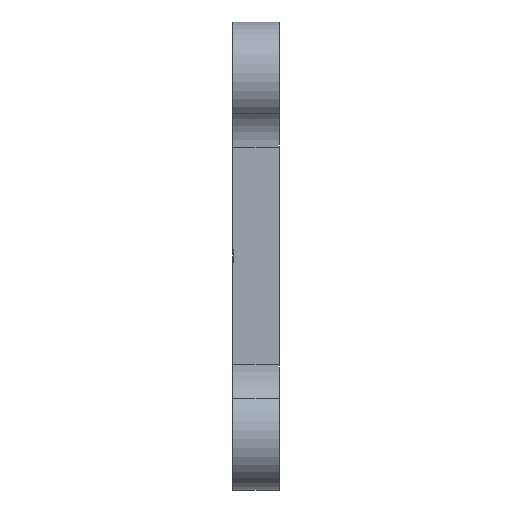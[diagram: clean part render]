
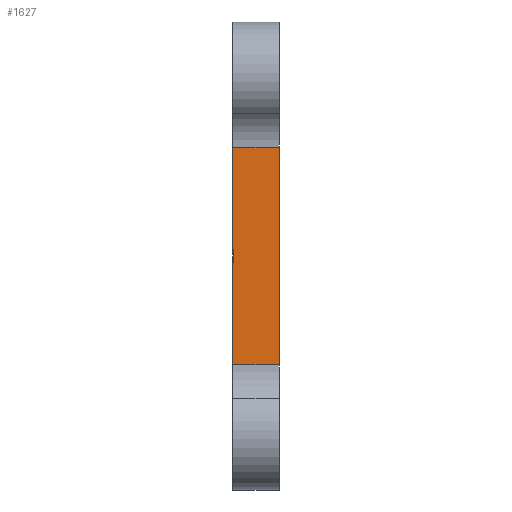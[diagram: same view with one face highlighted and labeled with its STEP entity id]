
A CAD part, left-side view. The second image highlights one B-rep face of the part: STEP entity #1627.
In plain terms, the highlighted planar face has unit normal (-1, 0, 0).
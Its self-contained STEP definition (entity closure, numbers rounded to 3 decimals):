
#22 = ORIENTED_EDGE ( 'NONE', *, *, #1469, .T. ) ;
#68 = DIRECTION ( 'NONE',  ( 0., -1., 0. ) ) ;
#108 = CARTESIAN_POINT ( 'NONE',  ( -19.5, -7., -16.288 ) ) ;
#120 = CARTESIAN_POINT ( 'NONE',  ( -19.5, 0., 0. ) ) ;
#123 = CARTESIAN_POINT ( 'NONE',  ( -19.5, 0., -1.356 ) ) ;
#142 = CARTESIAN_POINT ( 'NONE',  ( -19.5, 0., -1.356 ) ) ;
#167 = DIRECTION ( 'NONE',  ( 0., -1., 0. ) ) ;
#193 = ORIENTED_EDGE ( 'NONE', *, *, #1458, .F. ) ;
#195 = LINE ( 'NONE', #1588, #817 ) ;
#226 = B_SPLINE_CURVE_WITH_KNOTS ( 'NONE', 3,
 ( #123, #388, #774, #615, #904, #1126, #1011, #780 ),
 .UNSPECIFIED., .F., .F.,
 ( 4, 2, 2, 4 ),
 ( 0.018, 0.019, 0.019, 0.021 ),
 .UNSPECIFIED. ) ;
#269 = ORIENTED_EDGE ( 'NONE', *, *, #1029, .T. ) ;
#272 = LINE ( 'NONE', #1144, #1346 ) ;
#300 = DIRECTION ( 'NONE',  ( 0., 0., 1. ) ) ;
#323 = LINE ( 'NONE', #1189, #1556 ) ;
#388 = CARTESIAN_POINT ( 'NONE',  ( -19.5, -0.064, -1.135 ) ) ;
#427 = AXIS2_PLACEMENT_3D ( 'NONE', #889, #1281, #167 ) ;
#554 = VERTEX_POINT ( 'NONE', #775 ) ;
#565 = CARTESIAN_POINT ( 'NONE',  ( -19.5, 0., 16.288 ) ) ;
#585 = VERTEX_POINT ( 'NONE', #142 ) ;
#611 = DIRECTION ( 'NONE',  ( 0., 0., 1. ) ) ;
#615 = CARTESIAN_POINT ( 'NONE',  ( -19.5, -0.182, -0.458 ) ) ;
#636 = VERTEX_POINT ( 'NONE', #1012 ) ;
#691 = ORIENTED_EDGE ( 'NONE', *, *, #1087, .F. ) ;
#750 = VERTEX_POINT ( 'NONE', #825 ) ;
#774 = CARTESIAN_POINT ( 'NONE',  ( -19.5, -0.114, -0.911 ) ) ;
#775 = CARTESIAN_POINT ( 'NONE',  ( -19.5, 0., 1.356 ) ) ;
#780 = CARTESIAN_POINT ( 'NONE',  ( -19.5, 0., 1.356 ) ) ;
#817 = VECTOR ( 'NONE', #68, 1000. ) ;
#825 = CARTESIAN_POINT ( 'NONE',  ( -19.5, -7., 16.288 ) ) ;
#835 = LINE ( 'NONE', #120, #1424 ) ;
#889 = CARTESIAN_POINT ( 'NONE',  ( -19.5, 3., 19.806 ) ) ;
#902 = FACE_OUTER_BOUND ( 'NONE', #1528, .T. ) ;
#904 = CARTESIAN_POINT ( 'NONE',  ( -19.5, -0.2, -0.227 ) ) ;
#929 = LINE ( 'NONE', #1130, #1370 ) ;
#1011 = CARTESIAN_POINT ( 'NONE',  ( -19.5, -0.127, 0.915 ) ) ;
#1012 = CARTESIAN_POINT ( 'NONE',  ( -19.5, 0., -16.288 ) ) ;
#1029 = EDGE_CURVE ( 'NONE', #750, #1338, #272, .T. ) ;
#1045 = EDGE_CURVE ( 'NONE', #585, #554, #226, .T. ) ;
#1063 = DIRECTION ( 'NONE',  ( 0., 0., -1. ) ) ;
#1084 = VERTEX_POINT ( 'NONE', #108 ) ;
#1087 = EDGE_CURVE ( 'NONE', #636, #585, #835, .T. ) ;
#1103 = ORIENTED_EDGE ( 'NONE', *, *, #1231, .F. ) ;
#1126 = CARTESIAN_POINT ( 'NONE',  ( -19.5, -0.2, 0.465 ) ) ;
#1130 = CARTESIAN_POINT ( 'NONE',  ( -19.5, 0., 0. ) ) ;
#1144 = CARTESIAN_POINT ( 'NONE',  ( -19.5, 0., 16.288 ) ) ;
#1187 = ORIENTED_EDGE ( 'NONE', *, *, #1045, .F. ) ;
#1189 = CARTESIAN_POINT ( 'NONE',  ( -19.5, -7., 19.806 ) ) ;
#1231 = EDGE_CURVE ( 'NONE', #554, #1338, #929, .T. ) ;
#1281 = DIRECTION ( 'NONE',  ( -1., 0., 0. ) ) ;
#1283 = DIRECTION ( 'NONE',  ( 0., 1., 0. ) ) ;
#1302 = PLANE ( 'NONE',  #427 ) ;
#1338 = VERTEX_POINT ( 'NONE', #565 ) ;
#1346 = VECTOR ( 'NONE', #1283, 1000. ) ;
#1370 = VECTOR ( 'NONE', #300, 1000. ) ;
#1424 = VECTOR ( 'NONE', #611, 1000. ) ;
#1458 = EDGE_CURVE ( 'NONE', #750, #1084, #323, .T. ) ;
#1469 = EDGE_CURVE ( 'NONE', #636, #1084, #195, .T. ) ;
#1528 = EDGE_LOOP ( 'NONE', ( #1187, #691, #22, #193, #269, #1103 ) ) ;
#1556 = VECTOR ( 'NONE', #1063, 1000. ) ;
#1588 = CARTESIAN_POINT ( 'NONE',  ( -19.5, -7., -16.288 ) ) ;
#1627 = ADVANCED_FACE ( 'NONE', ( #902 ), #1302, .T. ) ;
